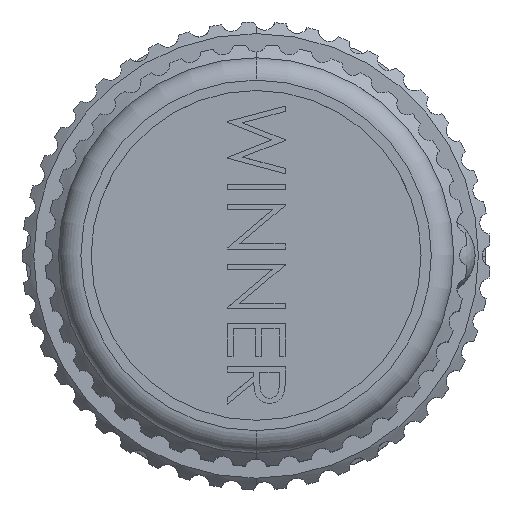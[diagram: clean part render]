
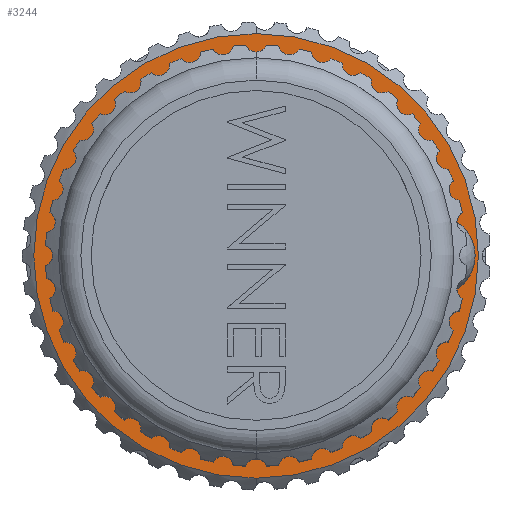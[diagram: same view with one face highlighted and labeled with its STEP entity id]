
A CAD part, top view. The second image highlights one B-rep face of the part: STEP entity #3244.
In plain terms, the highlighted planar face has unit normal (0, 0, 1).
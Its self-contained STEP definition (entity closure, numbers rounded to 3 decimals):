
#721 = CARTESIAN_POINT ( 'NONE',  ( 0., 5.05, 66.32 ) ) ;
#727 = CARTESIAN_POINT ( 'NONE',  ( 4.498, -0.628, 66.32 ) ) ;
#872 = ORIENTED_EDGE ( 'NONE', *, *, #19916, .F. ) ;
#982 = CARTESIAN_POINT ( 'NONE',  ( -3.44, -2.186, 66.32 ) ) ;
#1146 = CARTESIAN_POINT ( 'NONE',  ( -3.572, -1.993, 66.32 ) ) ;
#1332 = CARTESIAN_POINT ( 'NONE',  ( -1.998, 4.101, 66.32 ) ) ;
#1405 = CARTESIAN_POINT ( 'NONE',  ( -1.424, -3.767, 66.32 ) ) ;
#1432 = AXIS2_PLACEMENT_3D ( 'NONE', #4010, #15963, #18095 ) ;
#1487 = CARTESIAN_POINT ( 'NONE',  ( -2.03, -3.417, 66.32 ) ) ;
#1787 = EDGE_LOOP ( 'NONE', ( #25737, #7225 ) ) ;
#2275 = EDGE_LOOP ( 'NONE', ( #24229, #2816, #872 ) ) ;
#2816 = ORIENTED_EDGE ( 'NONE', *, *, #7491, .T. ) ;
#3033 = CARTESIAN_POINT ( 'NONE',  ( 4.32, -1.309, 66.32 ) ) ;
#3209 = CARTESIAN_POINT ( 'NONE',  ( -2.214, -3.271, 66.32 ) ) ;
#3244 = ADVANCED_FACE ( 'NONE', ( #13057, #23123 ), #8714, .T. ) ;
#3301 = CARTESIAN_POINT ( 'NONE',  ( -4.238, -0.005, 66.32 ) ) ;
#3374 = CARTESIAN_POINT ( 'NONE',  ( 3.635, -2.53, 66.32 ) ) ;
#4010 = CARTESIAN_POINT ( 'NONE',  ( 0., 0., 66.32 ) ) ;
#4214 = CARTESIAN_POINT ( 'NONE',  ( -2.214, -3.271, 66.32 ) ) ;
#4282 = EDGE_CURVE ( 'NONE', #23237, #20538, #23306, .T. ) ;
#4822 = EDGE_CURVE ( 'NONE', #23013, #15374, #21187, .T. ) ;
#5316 = CARTESIAN_POINT ( 'NONE',  ( 1.311, -4.01, 66.32 ) ) ;
#5492 = CARTESIAN_POINT ( 'NONE',  ( -3.869, 2.053, 66.32 ) ) ;
#5563 = CARTESIAN_POINT ( 'NONE',  ( 0.854, -4.098, 66.32 ) ) ;
#5742 = CARTESIAN_POINT ( 'NONE',  ( -0.228, 4.691, 66.32 ) ) ;
#7060 = CARTESIAN_POINT ( 'NONE',  ( -2.972, -2.717, 66.32 ) ) ;
#7134 = CARTESIAN_POINT ( 'NONE',  ( 0.624, -4.124, 66.32 ) ) ;
#7225 = ORIENTED_EDGE ( 'NONE', *, *, #24595, .T. ) ;
#7236 = CARTESIAN_POINT ( 'NONE',  ( 1.976, -3.783, 66.32 ) ) ;
#7243 = CARTESIAN_POINT ( 'NONE',  ( -3.804, -1.586, 66.32 ) ) ;
#7327 = DIRECTION ( 'NONE',  ( 0., 1., 0. ) ) ;
#7343 = CARTESIAN_POINT ( 'NONE',  ( -4.161, 1.16, 66.32 ) ) ;
#7418 = CARTESIAN_POINT ( 'NONE',  ( 3.328, -2.878, 66.32 ) ) ;
#7491 = EDGE_CURVE ( 'NONE', #20538, #12847, #8461, .T. ) ;
#7501 = CARTESIAN_POINT ( 'NONE',  ( 2.186, -3.685, 66.32 ) ) ;
#7513 = CARTESIAN_POINT ( 'NONE',  ( 0.245, 4.694, 66.32 ) ) ;
#7596 = CARTESIAN_POINT ( 'NONE',  ( -0.69, 4.619, 66.32 ) ) ;
#8028 = CARTESIAN_POINT ( 'NONE',  ( 4.54, -0.397, 66.32 ) ) ;
#8461 = B_SPLINE_CURVE_WITH_KNOTS ( 'NONE', 3,
 ( #13341, #17123, #21254, #7060, #25278, #982, #1146, #7243, #10932, #23285, #11200, #17037, #3301, #17409, #19395, #7343, #25618, #11383, #5492, #23452, #13771, #15794, #19561, #25445, #15620, #17658, #1332, #13683, #17811, #7596, #5742, #7513 ),
 .UNSPECIFIED., .F., .F.,
 ( 4, 2, 2, 2, 2, 2, 2, 2, 2, 2, 2, 2, 2, 2, 2, 4 ),
 ( 0., 0.001, 0.001, 0.002, 0.003, 0.004, 0.004, 0.005, 0.006, 0.006, 0.007, 0.008, 0.008, 0.009, 0.01, 0.011 ),
 .UNSPECIFIED. ) ;
#8462 = CARTESIAN_POINT ( 'NONE',  ( 4.594, 0.296, 66.32 ) ) ;
#8631 = CARTESIAN_POINT ( 'NONE',  ( 4.383, 1.676, 66.32 ) ) ;
#8714 = PLANE ( 'NONE',  #19996 ) ;
#8881 = AXIS2_PLACEMENT_3D ( 'NONE', #22908, #19107, #23438 ) ;
#9004 = CARTESIAN_POINT ( 'NONE',  ( 0., 15.3, 66.32 ) ) ;
#9160 = CARTESIAN_POINT ( 'NONE',  ( 4.136, -1.735, 66.32 ) ) ;
#9246 = CARTESIAN_POINT ( 'NONE',  ( 2.59, -3.454, 66.32 ) ) ;
#10932 = CARTESIAN_POINT ( 'NONE',  ( -3.904, -1.37, 66.32 ) ) ;
#11200 = CARTESIAN_POINT ( 'NONE',  ( -4.128, -0.703, 66.32 ) ) ;
#11383 = CARTESIAN_POINT ( 'NONE',  ( -3.96, 1.838, 66.32 ) ) ;
#12847 = VERTEX_POINT ( 'NONE', #17826 ) ;
#12880 = CIRCLE ( 'NONE', #1432, 15.3 ) ;
#13057 = FACE_OUTER_BOUND ( 'NONE', #1787, .T. ) ;
#13236 = CARTESIAN_POINT ( 'NONE',  ( 2.784, -3.321, 66.32 ) ) ;
#13332 = CARTESIAN_POINT ( 'NONE',  ( 0.158, -4.137, 66.32 ) ) ;
#13341 = CARTESIAN_POINT ( 'NONE',  ( -2.214, -3.271, 66.32 ) ) ;
#13387 = CARTESIAN_POINT ( 'NONE',  ( 0., -15.3, 66.32 ) ) ;
#13683 = CARTESIAN_POINT ( 'NONE',  ( -1.581, 4.312, 66.32 ) ) ;
#13771 = CARTESIAN_POINT ( 'NONE',  ( -3.526, 2.67, 66.32 ) ) ;
#14181 = AXIS2_PLACEMENT_3D ( 'NONE', #24112, #16377, #22194 ) ;
#14576 = CARTESIAN_POINT ( 'NONE',  ( 4.571, 0.763, 66.32 ) ) ;
#15281 = CARTESIAN_POINT ( 'NONE',  ( -1.835, -3.546, 66.32 ) ) ;
#15374 = VERTEX_POINT ( 'NONE', #13387 ) ;
#15454 = DIRECTION ( 'NONE',  ( 0., 0., 1. ) ) ;
#15620 = CARTESIAN_POINT ( 'NONE',  ( -2.579, 3.706, 66.32 ) ) ;
#15794 = CARTESIAN_POINT ( 'NONE',  ( -3.247, 3.047, 66.32 ) ) ;
#15963 = DIRECTION ( 'NONE',  ( 0., 0., 1. ) ) ;
#16377 = DIRECTION ( 'NONE',  ( 0., 0., 1. ) ) ;
#17037 = CARTESIAN_POINT ( 'NONE',  ( -4.214, -0.242, 66.32 ) ) ;
#17123 = CARTESIAN_POINT ( 'NONE',  ( -2.42, -3.153, 66.32 ) ) ;
#17409 = CARTESIAN_POINT ( 'NONE',  ( -4.246, 0.464, 66.32 ) ) ;
#17648 = CARTESIAN_POINT ( 'NONE',  ( 1.539, -3.946, 66.32 ) ) ;
#17658 = CARTESIAN_POINT ( 'NONE',  ( -2.198, 3.98, 66.32 ) ) ;
#17811 = CARTESIAN_POINT ( 'NONE',  ( -1.362, 4.402, 66.32 ) ) ;
#17826 = CARTESIAN_POINT ( 'NONE',  ( 0.245, 4.694, 66.32 ) ) ;
#18082 = CARTESIAN_POINT ( 'NONE',  ( 4.588, 0.064, 66.32 ) ) ;
#18095 = DIRECTION ( 'NONE',  ( 0., -1., 0. ) ) ;
#19107 = DIRECTION ( 'NONE',  ( 0., 0., 1. ) ) ;
#19395 = CARTESIAN_POINT ( 'NONE',  ( -4.23, 0.697, 66.32 ) ) ;
#19561 = CARTESIAN_POINT ( 'NONE',  ( -3.094, 3.224, 66.32 ) ) ;
#19916 = EDGE_CURVE ( 'NONE', #23237, #12847, #22733, .T. ) ;
#19996 = AXIS2_PLACEMENT_3D ( 'NONE', #721, #15454, #7327 ) ;
#20080 = CARTESIAN_POINT ( 'NONE',  ( 4.541, 0.997, 66.32 ) ) ;
#20538 = VERTEX_POINT ( 'NONE', #4214 ) ;
#21187 = CIRCLE ( 'NONE', #8881, 15.3 ) ;
#21254 = CARTESIAN_POINT ( 'NONE',  ( -2.613, -3.019, 66.32 ) ) ;
#21498 = CARTESIAN_POINT ( 'NONE',  ( -0.079, -4.124, 66.32 ) ) ;
#22194 = DIRECTION ( 'NONE',  ( 1., 0., 0. ) ) ;
#22733 = CIRCLE ( 'NONE', #14181, 4.7 ) ;
#22908 = CARTESIAN_POINT ( 'NONE',  ( 0., 0., 66.32 ) ) ;
#23013 = VERTEX_POINT ( 'NONE', #9004 ) ;
#23123 = FACE_BOUND ( 'NONE', #2275, .T. ) ;
#23237 = VERTEX_POINT ( 'NONE', #24672 ) ;
#23285 = CARTESIAN_POINT ( 'NONE',  ( -4.066, -0.929, 66.32 ) ) ;
#23306 = B_SPLINE_CURVE_WITH_KNOTS ( 'NONE', 3,
 ( #24051, #8631, #26062, #20080, #14576, #8462, #18082, #8028, #727, #3033, #9160, #3374, #7418, #13236, #9246, #7501, #7236, #17648, #5316, #5563, #7134, #13332, #21498, #25434, #23525, #23363, #1405, #15281, #1487, #3209 ),
 .UNSPECIFIED., .F., .F.,
 ( 4, 2, 2, 2, 2, 2, 2, 2, 2, 2, 2, 2, 2, 2, 4 ),
 ( 0., 0.001, 0.002, 0.002, 0.003, 0.005, 0.006, 0.007, 0.007, 0.008, 0.009, 0.009, 0.01, 0.011, 0.012 ),
 .UNSPECIFIED. ) ;
#23363 = CARTESIAN_POINT ( 'NONE',  ( -1.206, -3.861, 66.32 ) ) ;
#23438 = DIRECTION ( 'NONE',  ( 0., -1., 0. ) ) ;
#23452 = CARTESIAN_POINT ( 'NONE',  ( -3.652, 2.468, 66.32 ) ) ;
#23525 = CARTESIAN_POINT ( 'NONE',  ( -0.764, -4.006, 66.32 ) ) ;
#24051 = CARTESIAN_POINT ( 'NONE',  ( 4.302, 1.894, 66.32 ) ) ;
#24112 = CARTESIAN_POINT ( 'NONE',  ( 0., 0., 66.32 ) ) ;
#24229 = ORIENTED_EDGE ( 'NONE', *, *, #4282, .T. ) ;
#24595 = EDGE_CURVE ( 'NONE', #15374, #23013, #12880, .T. ) ;
#24672 = CARTESIAN_POINT ( 'NONE',  ( 4.302, 1.894, 66.32 ) ) ;
#25278 = CARTESIAN_POINT ( 'NONE',  ( -3.14, -2.548, 66.32 ) ) ;
#25434 = CARTESIAN_POINT ( 'NONE',  ( -0.539, -4.059, 66.32 ) ) ;
#25445 = CARTESIAN_POINT ( 'NONE',  ( -2.761, 3.553, 66.32 ) ) ;
#25618 = CARTESIAN_POINT ( 'NONE',  ( -4.106, 1.392, 66.32 ) ) ;
#25737 = ORIENTED_EDGE ( 'NONE', *, *, #4822, .T. ) ;
#26062 = CARTESIAN_POINT ( 'NONE',  ( 4.447, 1.453, 66.32 ) ) ;
